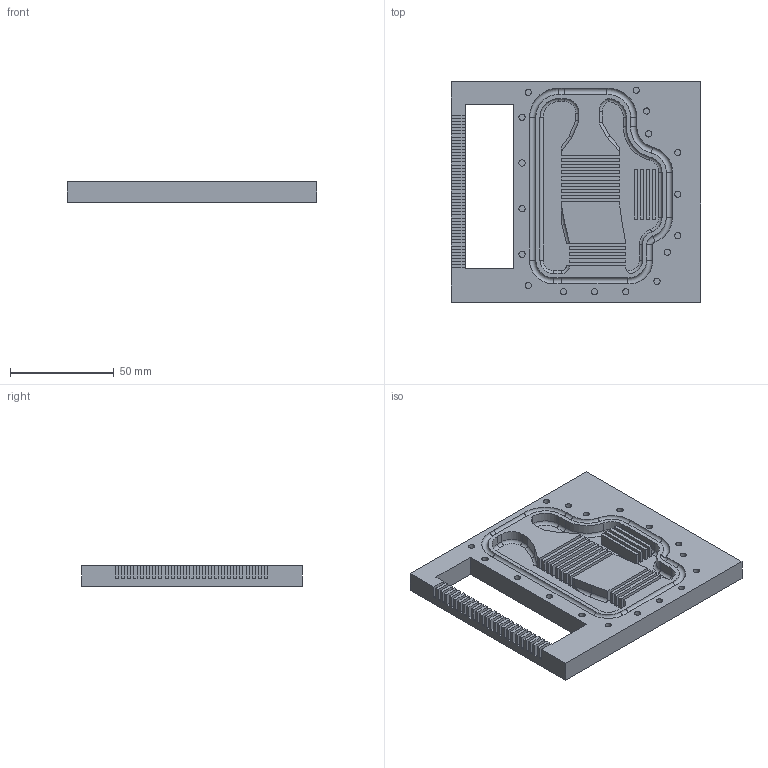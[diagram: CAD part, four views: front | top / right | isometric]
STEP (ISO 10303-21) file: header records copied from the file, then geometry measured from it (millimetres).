
FILE_DESCRIPTION(/* description */ (''),/* implementation_level */ '2;1');
FILE_NAME(/* name */ 'WATERBLOCK v0.step',/* time_stamp */ '2022-08-21T10:03:20+02:00',/* author */ (''),/* organization */ (''),/* preprocessor_version */ 'ST-DEVELOPER v19',/* originating_system */ 'Autodesk Translation Framework v11.7.0.108',/* authorisation */ '');
FILE_SCHEMA (('AUTOMOTIVE_DESIGN { 1 0 10303 214 3 1 1 }'));
Length unit declared in the file: millimetre
Products named in the file (1): WATERBLOCK
Bounding box: 120 x 106.11 x 10 mm (x, y, z)
Volume: 90253.1 mm3; surface area: 38297.3 mm2
Topology: 1 solids, 1 shells, 298 faces, 766 edges, 503 vertices
Faces by surface type: plane 225, cylinder 54, torus 19
Full cylindrical faces by diameter (mm): 3 x17
Entity records: 9035 total; most frequent: CARTESIAN_POINT 1618, ORIENTED_EDGE 1532, DIRECTION 1490, EDGE_CURVE 766, LINE 632, VECTOR 632, VERTEX_POINT 503, AXIS2_PLACEMENT_3D 429
